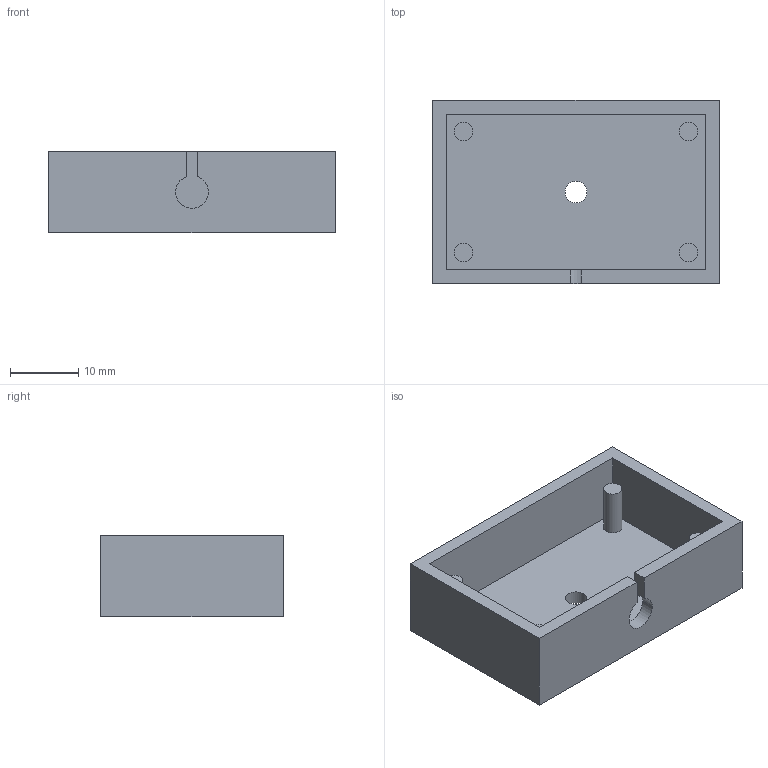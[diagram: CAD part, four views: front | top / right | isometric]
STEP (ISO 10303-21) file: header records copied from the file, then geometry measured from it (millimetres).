
FILE_DESCRIPTION(('FreeCAD Model'),'2;1');
FILE_NAME('Open CASCADE Shape Model','2023-07-05T23:46:45',(''),(''), 'Open CASCADE STEP processor 7.6','FreeCAD','Unknown');
FILE_SCHEMA(('AUTOMOTIVE_DESIGN { 1 0 10303 214 1 1 1 1 }'));
Length unit declared in the file: millimetre
Products named in the file (1): Pocket002
Bounding box: 42.1 x 26.86 x 12 mm (x, y, z)
Volume: 4957.1 mm3; surface area: 5369.3 mm2
Topology: 1 solids, 1 shells, 24 faces, 54 edges, 36 vertices
Faces by surface type: plane 17, cylinder 7
Full cylindrical faces by diameter (mm): 2.7 x4, 3.2 x1
Entity records: 698 total; most frequent: DIRECTION 118, CARTESIAN_POINT 115, ORIENTED_EDGE 108, EDGE_CURVE 54, LINE 40, VECTOR 40, AXIS2_PLACEMENT_3D 39, VERTEX_POINT 36
